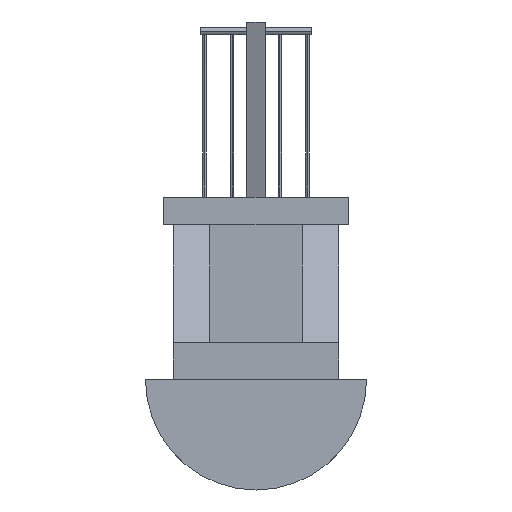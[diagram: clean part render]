
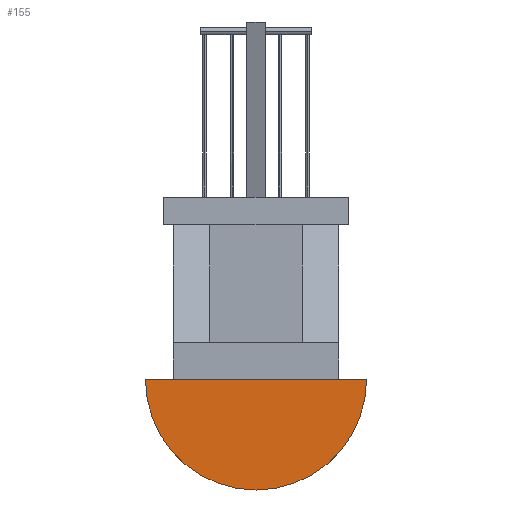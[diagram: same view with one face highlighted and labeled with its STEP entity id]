
A CAD part, left-side view. The second image highlights one B-rep face of the part: STEP entity #155.
In plain terms, the highlighted planar face has unit normal (-1, 0, 0).
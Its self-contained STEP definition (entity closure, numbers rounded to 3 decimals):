
#155=ADVANCED_FACE('',(#316),#317,.T.);
#316=FACE_OUTER_BOUND('',#469,.T.);
#317=PLANE('',#470);
#469=EDGE_LOOP('',(#873,#874,#875));
#470=AXIS2_PLACEMENT_3D('',#876,#877,#878);
#873=ORIENTED_EDGE('',*,*,#981,.T.);
#874=ORIENTED_EDGE('',*,*,#977,.T.);
#875=ORIENTED_EDGE('',*,*,#1008,.T.);
#876=CARTESIAN_POINT('',(-300.0,0.0,0.0));
#877=DIRECTION('',(-1.0,0.0,0.0));
#878=DIRECTION('',(0.0,0.0,1.0));
#977=EDGE_CURVE('',#1182,#1180,#1183,.T.);
#981=EDGE_CURVE('',#1186,#1182,#1188,.T.);
#1008=EDGE_CURVE('',#1180,#1186,#1226,.T.);
#1180=VERTEX_POINT('',#1578);
#1182=VERTEX_POINT('',#1581);
#1183=CIRCLE('',#1582,60.0);
#1186=VERTEX_POINT('',#1586);
#1188=LINE('',#1589,#1590);
#1226=CIRCLE('',#1694,60.0);
#1578=CARTESIAN_POINT('',(-300.0,0.,-60.0));
#1581=CARTESIAN_POINT('',(-300.0,60.0,0.0));
#1582=AXIS2_PLACEMENT_3D('',#1831,#1832,#1833);
#1586=CARTESIAN_POINT('',(-300.0,-60.0,0.0));
#1589=CARTESIAN_POINT('',(-300.0,0.0,0.0));
#1590=VECTOR('',#1836,1.0);
#1694=AXIS2_PLACEMENT_3D('',#1855,#1856,#1857);
#1831=CARTESIAN_POINT('',(-300.0,0.0,0.0));
#1832=DIRECTION('',(-1.0,0.0,0.0));
#1833=DIRECTION('',(0.0,0.0,-1.0));
#1836=DIRECTION('',(0.0,1.0,-0.0));
#1855=CARTESIAN_POINT('',(-300.0,0.0,0.0));
#1856=DIRECTION('',(-1.0,0.0,0.0));
#1857=DIRECTION('',(0.0,0.0,-1.0));
